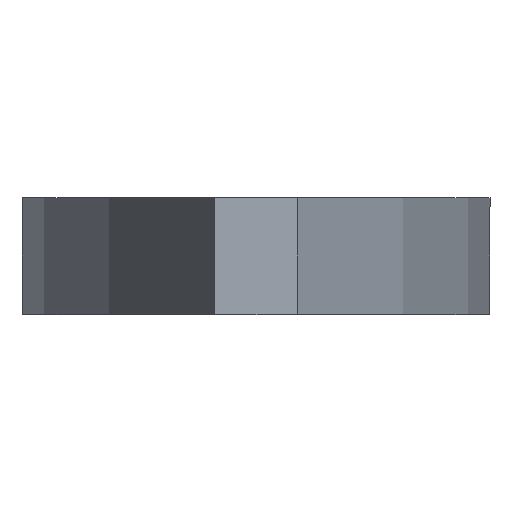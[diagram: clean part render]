
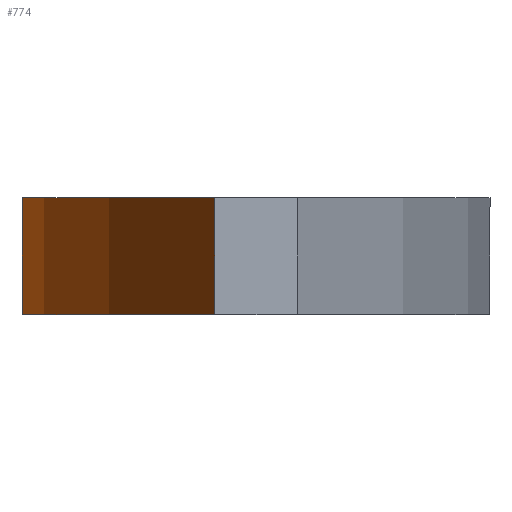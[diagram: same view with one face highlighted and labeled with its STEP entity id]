
A CAD part, left-side view. The second image highlights one B-rep face of the part: STEP entity #774.
In plain terms, the highlighted cylindrical face has radius 39 mm (diameter 78 mm), a partial arc.
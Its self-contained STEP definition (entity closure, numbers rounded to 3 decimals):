
#14=CYLINDRICAL_SURFACE('',#819,39.);
#17=CIRCLE('',#817,39.);
#18=CIRCLE('',#820,39.);
#118=FACE_OUTER_BOUND('',#161,.T.);
#161=EDGE_LOOP('',(#670,#671,#672,#673));
#232=LINE('',#1475,#301);
#233=LINE('',#1479,#302);
#301=VECTOR('',#934,10.);
#302=VECTOR('',#939,10.);
#373=VERTEX_POINT('',#1465);
#374=VERTEX_POINT('',#1467);
#376=VERTEX_POINT('',#1473);
#377=VERTEX_POINT('',#1477);
#480=EDGE_CURVE('',#373,#374,#17,.T.);
#484=EDGE_CURVE('',#373,#376,#232,.T.);
#485=EDGE_CURVE('',#377,#376,#18,.T.);
#486=EDGE_CURVE('',#374,#377,#233,.T.);
#670=ORIENTED_EDGE('',*,*,#484,.T.);
#671=ORIENTED_EDGE('',*,*,#485,.F.);
#672=ORIENTED_EDGE('',*,*,#486,.F.);
#673=ORIENTED_EDGE('',*,*,#480,.F.);
#774=ADVANCED_FACE('',(#118),#14,.T.);
#817=AXIS2_PLACEMENT_3D('',#1468,#927,#928);
#819=AXIS2_PLACEMENT_3D('',#1476,#935,#936);
#820=AXIS2_PLACEMENT_3D('',#1478,#937,#938);
#927=DIRECTION('center_axis',(0.,0.,-1.));
#928=DIRECTION('ref_axis',(0.487,0.873,0.));
#934=DIRECTION('',(0.,0.,1.));
#935=DIRECTION('center_axis',(0.,0.,1.));
#936=DIRECTION('ref_axis',(0.487,0.873,0.));
#937=DIRECTION('center_axis',(0.,0.,1.));
#938=DIRECTION('ref_axis',(0.487,0.873,0.));
#939=DIRECTION('',(0.,0.,1.));
#1465=CARTESIAN_POINT('',(-19.,1.059,-1.5));
#1467=CARTESIAN_POINT('',(19.,1.059,-1.5));
#1468=CARTESIAN_POINT('Origin',(0.,-33.,-1.5));
#1473=CARTESIAN_POINT('',(-19.,1.059,1.5));
#1475=CARTESIAN_POINT('',(-19.,1.059,0.));
#1476=CARTESIAN_POINT('Origin',(0.,-33.,0.));
#1477=CARTESIAN_POINT('',(19.,1.059,1.5));
#1478=CARTESIAN_POINT('Origin',(0.,-33.,1.5));
#1479=CARTESIAN_POINT('',(19.,1.059,0.));
